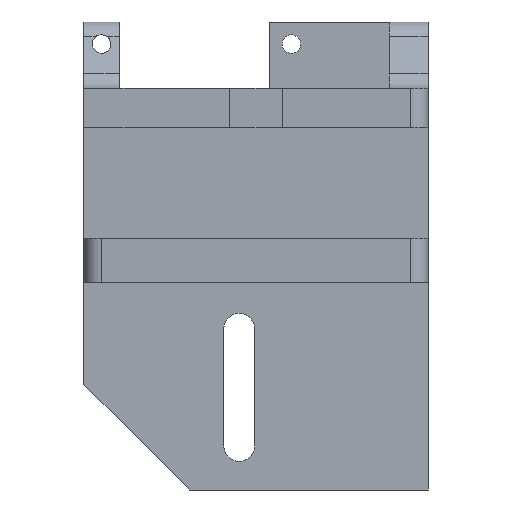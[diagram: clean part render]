
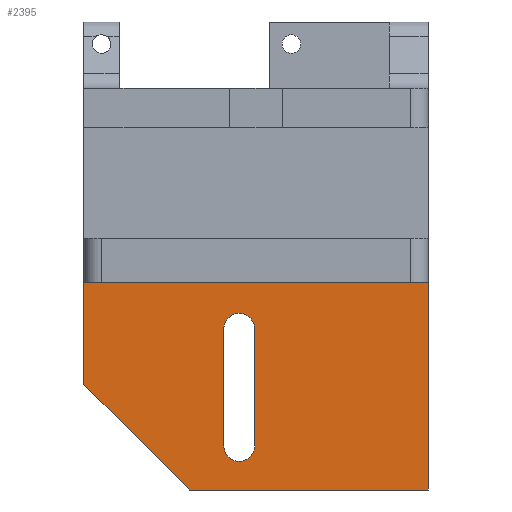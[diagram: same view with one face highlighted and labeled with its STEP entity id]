
A CAD part, left-side view. The second image highlights one B-rep face of the part: STEP entity #2395.
In plain terms, the highlighted planar face has unit normal (-1, 0, 0).
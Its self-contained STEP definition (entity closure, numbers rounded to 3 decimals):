
#70 = VECTOR ( 'NONE', #647, 1000. ) ;
#133 = ORIENTED_EDGE ( 'NONE', *, *, #1921, .F. ) ;
#153 = LINE ( 'NONE', #1862, #70 ) ;
#161 = ORIENTED_EDGE ( 'NONE', *, *, #2762, .F. ) ;
#186 = DIRECTION ( 'NONE',  ( 0., -1., 0. ) ) ;
#263 = CARTESIAN_POINT ( 'NONE',  ( 4., 78., -44. ) ) ;
#274 = EDGE_CURVE ( 'NONE', #1569, #1302, #592, .T. ) ;
#296 = LINE ( 'NONE', #1627, #2945 ) ;
#301 = CARTESIAN_POINT ( 'NONE',  ( 4., 46.3, -81. ) ) ;
#336 = VECTOR ( 'NONE', #186, 1000. ) ;
#367 = CARTESIAN_POINT ( 'NONE',  ( 4., 78., -67. ) ) ;
#396 = ORIENTED_EDGE ( 'NONE', *, *, #706, .F. ) ;
#413 = LINE ( 'NONE', #2124, #2974 ) ;
#434 = ORIENTED_EDGE ( 'NONE', *, *, #1372, .T. ) ;
#551 = VERTEX_POINT ( 'NONE', #2601 ) ;
#575 = LINE ( 'NONE', #2049, #2456 ) ;
#592 = CIRCLE ( 'NONE', #2552, 3.5 ) ;
#593 = CARTESIAN_POINT ( 'NONE',  ( 4., 42.8, -81. ) ) ;
#615 = EDGE_CURVE ( 'NONE', #955, #1033, #296, .T. ) ;
#646 = EDGE_LOOP ( 'NONE', ( #2623, #434, #796, #2256, #2943 ) ) ;
#647 = DIRECTION ( 'NONE',  ( 0., 0., 1. ) ) ;
#675 = VECTOR ( 'NONE', #1435, 1000. ) ;
#706 = EDGE_CURVE ( 'NONE', #1302, #1718, #1401, .T. ) ;
#756 = EDGE_CURVE ( 'NONE', #790, #2292, #2978, .T. ) ;
#787 = CIRCLE ( 'NONE', #2260, 3.5 ) ;
#790 = VERTEX_POINT ( 'NONE', #2953 ) ;
#796 = ORIENTED_EDGE ( 'NONE', *, *, #615, .T. ) ;
#856 = DIRECTION ( 'NONE',  ( 0., 0., -1. ) ) ;
#889 = CARTESIAN_POINT ( 'NONE',  ( 4., 0., -91. ) ) ;
#955 = VERTEX_POINT ( 'NONE', #2075 ) ;
#972 = DIRECTION ( 'NONE',  ( 0., 0., 1. ) ) ;
#1000 = ORIENTED_EDGE ( 'NONE', *, *, #274, .F. ) ;
#1033 = VERTEX_POINT ( 'NONE', #889 ) ;
#1034 = EDGE_CURVE ( 'NONE', #2044, #790, #153, .T. ) ;
#1151 = DIRECTION ( 'NONE',  ( 0., -0.707, -0.707 ) ) ;
#1224 = DIRECTION ( 'NONE',  ( 0., 0., -1. ) ) ;
#1233 = DIRECTION ( 'NONE',  ( -1., 0., 0. ) ) ;
#1253 = CARTESIAN_POINT ( 'NONE',  ( 4., 42.8, -54.5 ) ) ;
#1302 = VERTEX_POINT ( 'NONE', #1595 ) ;
#1372 = EDGE_CURVE ( 'NONE', #2044, #955, #413, .T. ) ;
#1401 = LINE ( 'NONE', #1913, #675 ) ;
#1424 = VECTOR ( 'NONE', #972, 1000. ) ;
#1435 = DIRECTION ( 'NONE',  ( 0., 0., -1. ) ) ;
#1528 = DIRECTION ( 'NONE',  ( 1., 0., 0. ) ) ;
#1569 = VERTEX_POINT ( 'NONE', #1981 ) ;
#1595 = CARTESIAN_POINT ( 'NONE',  ( 4., 46.3, -54.5 ) ) ;
#1627 = CARTESIAN_POINT ( 'NONE',  ( 4., 78., -91. ) ) ;
#1718 = VERTEX_POINT ( 'NONE', #301 ) ;
#1835 = EDGE_LOOP ( 'NONE', ( #396, #1000, #161, #133 ) ) ;
#1838 = FACE_OUTER_BOUND ( 'NONE', #646, .T. ) ;
#1862 = CARTESIAN_POINT ( 'NONE',  ( 4., 78., -44. ) ) ;
#1913 = CARTESIAN_POINT ( 'NONE',  ( 4., 46.3, -54.5 ) ) ;
#1921 = EDGE_CURVE ( 'NONE', #1718, #551, #787, .T. ) ;
#1981 = CARTESIAN_POINT ( 'NONE',  ( 4., 39.3, -54.5 ) ) ;
#2044 = VERTEX_POINT ( 'NONE', #367 ) ;
#2049 = CARTESIAN_POINT ( 'NONE',  ( 4., 0., -44. ) ) ;
#2061 = DIRECTION ( 'NONE',  ( 0., 0., 1. ) ) ;
#2075 = CARTESIAN_POINT ( 'NONE',  ( 4., 54., -91. ) ) ;
#2124 = CARTESIAN_POINT ( 'NONE',  ( 4., 78., -67. ) ) ;
#2138 = AXIS2_PLACEMENT_3D ( 'NONE', #263, #1528, #3284 ) ;
#2140 = DIRECTION ( 'NONE',  ( 0., -1., 0. ) ) ;
#2256 = ORIENTED_EDGE ( 'NONE', *, *, #3115, .T. ) ;
#2260 = AXIS2_PLACEMENT_3D ( 'NONE', #593, #2321, #856 ) ;
#2292 = VERTEX_POINT ( 'NONE', #2966 ) ;
#2321 = DIRECTION ( 'NONE',  ( -1., 0., 0. ) ) ;
#2395 = ADVANCED_FACE ( 'NONE', ( #2569, #1838 ), #2497, .F. ) ;
#2456 = VECTOR ( 'NONE', #2061, 1000. ) ;
#2497 = PLANE ( 'NONE',  #2138 ) ;
#2552 = AXIS2_PLACEMENT_3D ( 'NONE', #1253, #1233, #1224 ) ;
#2569 = FACE_BOUND ( 'NONE', #1835, .T. ) ;
#2601 = CARTESIAN_POINT ( 'NONE',  ( 4., 39.3, -81. ) ) ;
#2623 = ORIENTED_EDGE ( 'NONE', *, *, #1034, .F. ) ;
#2663 = CARTESIAN_POINT ( 'NONE',  ( 4., 39.3, -54.5 ) ) ;
#2677 = CARTESIAN_POINT ( 'NONE',  ( 4., 78., -44. ) ) ;
#2712 = LINE ( 'NONE', #2663, #1424 ) ;
#2762 = EDGE_CURVE ( 'NONE', #551, #1569, #2712, .T. ) ;
#2943 = ORIENTED_EDGE ( 'NONE', *, *, #756, .F. ) ;
#2945 = VECTOR ( 'NONE', #2140, 1000. ) ;
#2953 = CARTESIAN_POINT ( 'NONE',  ( 4., 78., -44. ) ) ;
#2966 = CARTESIAN_POINT ( 'NONE',  ( 4., 0., -44. ) ) ;
#2974 = VECTOR ( 'NONE', #1151, 1000. ) ;
#2978 = LINE ( 'NONE', #2677, #336 ) ;
#3115 = EDGE_CURVE ( 'NONE', #1033, #2292, #575, .T. ) ;
#3284 = DIRECTION ( 'NONE',  ( 0., 0., -1. ) ) ;
